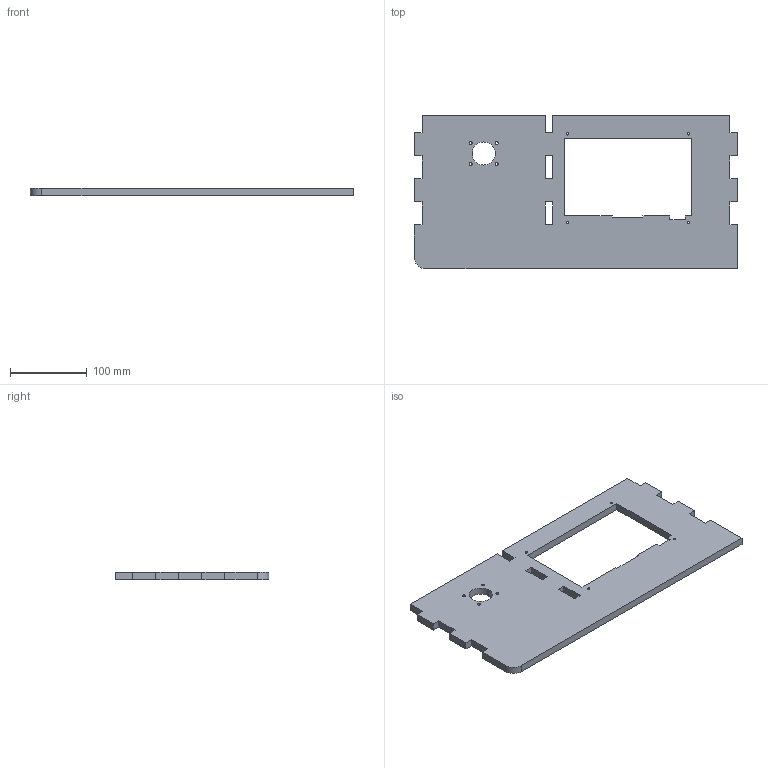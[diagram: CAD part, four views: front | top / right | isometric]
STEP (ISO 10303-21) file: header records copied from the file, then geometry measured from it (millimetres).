
FILE_DESCRIPTION(('FreeCAD Model'),'2;1');
FILE_NAME('Panel_Beaglebone.step','2020-04-17T12:07:12',('Author'),(''), 'Open CASCADE STEP processor 7.3','FreeCAD','Unknown');
FILE_SCHEMA(('AUTOMOTIVE_DESIGN { 1 0 10303 214 1 1 1 1 }'));
Length unit declared in the file: millimetre
Products named in the file (1): Pocket001
Bounding box: 420 x 200 x 10 mm (x, y, z)
Volume: 638433.2 mm3; surface area: 150156.4 mm2
Topology: 1 solids, 1 shells, 60 faces, 174 edges, 116 vertices
Faces by surface type: plane 50, cylinder 10
Full cylindrical faces by diameter (mm): 3 x4, 4 x4, 30 x1
Entity records: 4299 total; most frequent: CARTESIAN_POINT 789, DIRECTION 629, LINE 458, VECTOR 458, ORIENTED_EDGE 348, PCURVE 348, DEFINITIONAL_REPRESENTATION 348, EDGE_CURVE 174
